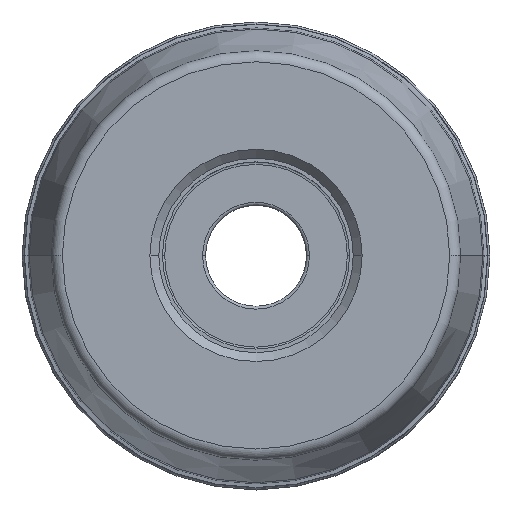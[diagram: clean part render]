
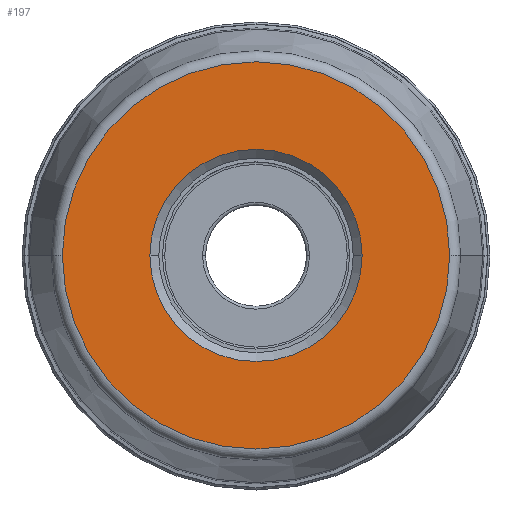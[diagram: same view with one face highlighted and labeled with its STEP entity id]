
A CAD part, top view. The second image highlights one B-rep face of the part: STEP entity #197.
In plain terms, the highlighted planar face has unit normal (0, 0, 1).
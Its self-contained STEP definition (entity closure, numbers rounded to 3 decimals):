
#28=PLANE('',#1876);
#34=FACE_BOUND('',#397,.T.);
#35=FACE_BOUND('',#398,.T.);
#197=ADVANCED_FACE('',(#34,#35),#28,.F.);
#397=EDGE_LOOP('',(#677,#678,#679,#680));
#398=EDGE_LOOP('',(#681,#682,#683,#684));
#677=ORIENTED_EDGE('',*,*,#1187,.F.);
#678=ORIENTED_EDGE('',*,*,#1185,.F.);
#679=ORIENTED_EDGE('',*,*,#1184,.T.);
#680=ORIENTED_EDGE('',*,*,#1188,.T.);
#681=ORIENTED_EDGE('',*,*,#1189,.T.);
#682=ORIENTED_EDGE('',*,*,#1190,.T.);
#683=ORIENTED_EDGE('',*,*,#1191,.T.);
#684=ORIENTED_EDGE('',*,*,#1192,.T.);
#984=VERTEX_POINT('',#3723);
#985=VERTEX_POINT('',#3725);
#986=VERTEX_POINT('',#3727);
#987=VERTEX_POINT('',#3731);
#988=VERTEX_POINT('',#3735);
#989=VERTEX_POINT('',#3736);
#990=VERTEX_POINT('',#3738);
#991=VERTEX_POINT('',#3740);
#1184=EDGE_CURVE('',#985,#984,#1436,.T.);
#1185=EDGE_CURVE('',#985,#986,#1437,.T.);
#1187=EDGE_CURVE('',#986,#987,#1439,.T.);
#1188=EDGE_CURVE('',#984,#987,#1440,.T.);
#1189=EDGE_CURVE('',#988,#989,#1441,.T.);
#1190=EDGE_CURVE('',#989,#990,#1442,.T.);
#1191=EDGE_CURVE('',#990,#991,#1443,.T.);
#1192=EDGE_CURVE('',#991,#988,#1444,.T.);
#1436=CIRCLE('',#1865,26.281);
#1437=CIRCLE('',#1866,26.281);
#1439=CIRCLE('',#1869,26.281);
#1440=CIRCLE('',#1870,26.281);
#1441=CIRCLE('',#1872,14.4);
#1442=CIRCLE('',#1873,14.4);
#1443=CIRCLE('',#1874,14.4);
#1444=CIRCLE('',#1875,14.4);
#1865=AXIS2_PLACEMENT_3D('',#3724,#2289,#2290);
#1866=AXIS2_PLACEMENT_3D('',#3726,#2291,#2292);
#1869=AXIS2_PLACEMENT_3D('',#3730,#2297,#2298);
#1870=AXIS2_PLACEMENT_3D('',#3732,#2299,#2300);
#1872=AXIS2_PLACEMENT_3D('',#3734,#2303,#2304);
#1873=AXIS2_PLACEMENT_3D('',#3737,#2305,#2306);
#1874=AXIS2_PLACEMENT_3D('',#3739,#2307,#2308);
#1875=AXIS2_PLACEMENT_3D('',#3741,#2309,#2310);
#1876=AXIS2_PLACEMENT_3D('',#3742,#2311,#2312);
#2289=DIRECTION('',(0.,0.,1.));
#2290=DIRECTION('',(1.,0.,0.));
#2291=DIRECTION('',(0.,0.,-1.));
#2292=DIRECTION('',(-1.,0.,0.));
#2297=DIRECTION('',(0.,0.,-1.));
#2298=DIRECTION('',(-1.,0.,0.));
#2299=DIRECTION('',(0.,0.,1.));
#2300=DIRECTION('',(1.,0.,0.));
#2303=DIRECTION('',(0.,0.,-1.));
#2304=DIRECTION('',(0.,-1.,0.));
#2305=DIRECTION('',(0.,0.,-1.));
#2306=DIRECTION('',(-1.,0.,0.));
#2307=DIRECTION('',(0.,0.,-1.));
#2308=DIRECTION('',(0.,1.,0.));
#2309=DIRECTION('',(0.,0.,-1.));
#2310=DIRECTION('',(1.,0.,0.));
#2311=DIRECTION('',(0.,0.,-1.));
#2312=DIRECTION('',(1.,0.,0.));
#3723=CARTESIAN_POINT('',(26.281,0.,0.));
#3724=CARTESIAN_POINT('',(0.,0.,0.));
#3725=CARTESIAN_POINT('',(26.281,-0.021,0.));
#3726=CARTESIAN_POINT('',(0.,0.,0.));
#3727=CARTESIAN_POINT('',(-26.281,0.,0.));
#3730=CARTESIAN_POINT('',(0.,0.,0.));
#3731=CARTESIAN_POINT('',(-26.281,0.021,0.));
#3732=CARTESIAN_POINT('',(0.,0.,0.));
#3734=CARTESIAN_POINT('',(0.,0.,0.));
#3735=CARTESIAN_POINT('',(0.,-14.4,0.));
#3736=CARTESIAN_POINT('',(-14.4,0.,0.));
#3737=CARTESIAN_POINT('',(0.,0.,0.));
#3738=CARTESIAN_POINT('',(0.,14.4,0.));
#3739=CARTESIAN_POINT('',(0.,0.,0.));
#3740=CARTESIAN_POINT('',(14.4,0.,0.));
#3741=CARTESIAN_POINT('',(0.,0.,0.));
#3742=CARTESIAN_POINT('',(0.,0.,0.));
